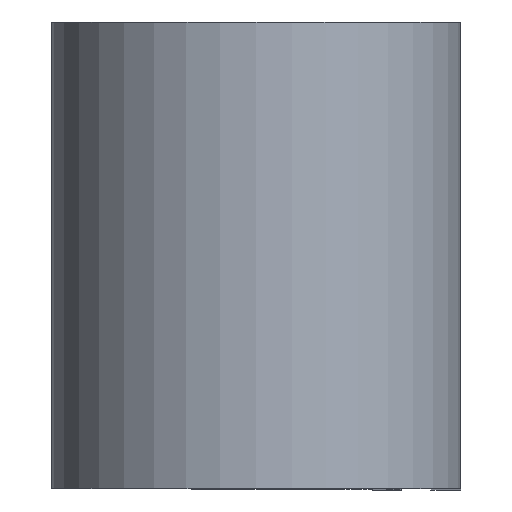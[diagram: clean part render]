
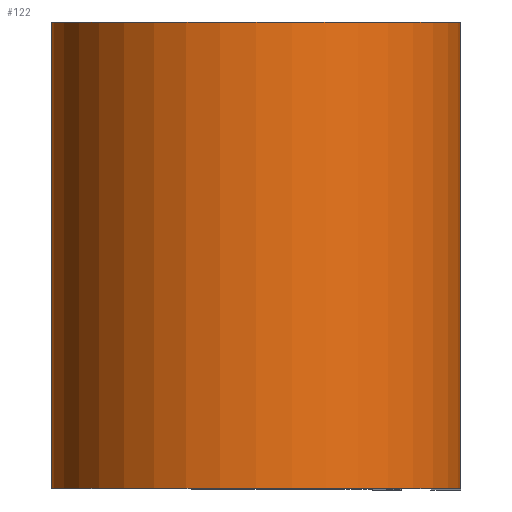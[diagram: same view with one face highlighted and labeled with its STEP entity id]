
A CAD part, top view. The second image highlights one B-rep face of the part: STEP entity #122.
In plain terms, the highlighted cylindrical face has radius 5.575 mm (diameter 11.151 mm), a partial arc.
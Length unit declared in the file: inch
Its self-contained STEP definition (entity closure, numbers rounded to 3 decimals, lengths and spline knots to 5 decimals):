
#5 = VERTEX_POINT ( 'NONE', #278 ) ;
#9 = CARTESIAN_POINT ( 'NONE',  ( 0., 0.25, -0.2195 ) ) ;
#17 = AXIS2_PLACEMENT_3D ( 'NONE', #649, #654, #662 ) ;
#23 = EDGE_CURVE ( 'NONE', #265, #455, #184, .T. ) ;
#40 = EDGE_CURVE ( 'NONE', #554, #455, #466, .T. ) ;
#93 = VECTOR ( 'NONE', #257, 39.37008 ) ;
#97 = EDGE_CURVE ( 'NONE', #5, #265, #436, .T. ) ;
#122 = ADVANCED_FACE ( 'NONE', ( #222 ), #505, .T. ) ;
#174 = ORIENTED_EDGE ( 'NONE', *, *, #97, .F. ) ;
#184 = LINE ( 'NONE', #389, #93 ) ;
#222 = FACE_OUTER_BOUND ( 'NONE', #475, .T. ) ;
#239 = CARTESIAN_POINT ( 'NONE',  ( 0.2195, -0.25, 0. ) ) ;
#257 = DIRECTION ( 'NONE',  ( 0., -1., 0. ) ) ;
#263 = ORIENTED_EDGE ( 'NONE', *, *, #350, .T. ) ;
#265 = VERTEX_POINT ( 'NONE', #689 ) ;
#278 = CARTESIAN_POINT ( 'NONE',  ( 0., 0.25, -0.2195 ) ) ;
#285 = DIRECTION ( 'NONE',  ( 0., 0., -1. ) ) ;
#315 = DIRECTION ( 'NONE',  ( 1., 0., 0. ) ) ;
#326 = DIRECTION ( 'NONE',  ( 0., 1., 0. ) ) ;
#338 = CARTESIAN_POINT ( 'NONE',  ( 0., 0.25, 0. ) ) ;
#350 = EDGE_CURVE ( 'NONE', #5, #554, #406, .T. ) ;
#389 = CARTESIAN_POINT ( 'NONE',  ( 0.2195, 0.25, 0. ) ) ;
#406 = LINE ( 'NONE', #9, #702 ) ;
#415 = DIRECTION ( 'NONE',  ( 0., -1., 0. ) ) ;
#436 = CIRCLE ( 'NONE', #589, 0.2195 ) ;
#455 = VERTEX_POINT ( 'NONE', #239 ) ;
#456 = CARTESIAN_POINT ( 'NONE',  ( 0., -0.25, -0.2195 ) ) ;
#459 = DIRECTION ( 'NONE',  ( 0., -1., 0. ) ) ;
#466 = CIRCLE ( 'NONE', #17, 0.2195 ) ;
#475 = EDGE_LOOP ( 'NONE', ( #506, #498, #174, #263 ) ) ;
#498 = ORIENTED_EDGE ( 'NONE', *, *, #23, .F. ) ;
#505 = CYLINDRICAL_SURFACE ( 'NONE', #692, 0.2195 ) ;
#506 = ORIENTED_EDGE ( 'NONE', *, *, #40, .T. ) ;
#512 = CARTESIAN_POINT ( 'NONE',  ( 0., 0.25, 0. ) ) ;
#554 = VERTEX_POINT ( 'NONE', #456 ) ;
#589 = AXIS2_PLACEMENT_3D ( 'NONE', #338, #326, #315 ) ;
#649 = CARTESIAN_POINT ( 'NONE',  ( 0., -0.25, 0. ) ) ;
#654 = DIRECTION ( 'NONE',  ( 0., 1., 0. ) ) ;
#662 = DIRECTION ( 'NONE',  ( 1., 0., 0. ) ) ;
#689 = CARTESIAN_POINT ( 'NONE',  ( 0.2195, 0.25, 0. ) ) ;
#692 = AXIS2_PLACEMENT_3D ( 'NONE', #512, #415, #285 ) ;
#702 = VECTOR ( 'NONE', #459, 39.37008 ) ;
